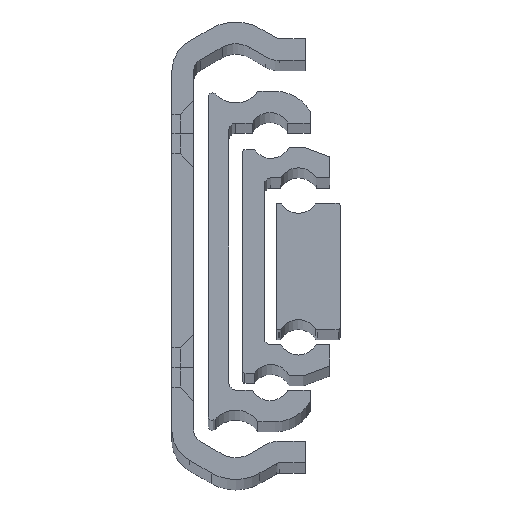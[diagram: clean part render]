
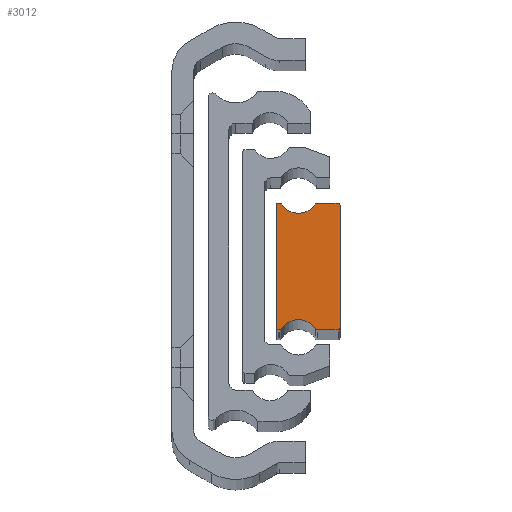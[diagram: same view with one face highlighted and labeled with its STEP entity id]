
A CAD part, top view. The second image highlights one B-rep face of the part: STEP entity #3012.
In plain terms, the highlighted planar face has unit normal (0, 0, 1).
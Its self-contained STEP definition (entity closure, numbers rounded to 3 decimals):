
#79 = CARTESIAN_POINT ( 'NONE',  ( 19.75, 9.2, 851.5 ) ) ;
#87 = CARTESIAN_POINT ( 'NONE',  ( 10.45, 9.5, 851.5 ) ) ;
#96 = CARTESIAN_POINT ( 'NONE',  ( 19.45, -9.5, 851.5 ) ) ;
#135 = CARTESIAN_POINT ( 'NONE',  ( 16.32, -9.5, 851.5 ) ) ;
#138 = CARTESIAN_POINT ( 'NONE',  ( 19.75, -9.2, 851.5 ) ) ;
#155 = VERTEX_POINT ( 'NONE', #135 ) ;
#158 = VERTEX_POINT ( 'NONE', #96 ) ;
#159 = CARTESIAN_POINT ( 'NONE',  ( 10.45, -9.5, 851.5 ) ) ;
#161 = CARTESIAN_POINT ( 'NONE',  ( 16.067, 9.361, 851.5 ) ) ;
#167 = CARTESIAN_POINT ( 'NONE',  ( 16.067, -9.361, 851.5 ) ) ;
#179 = VERTEX_POINT ( 'NONE', #190 ) ;
#190 = CARTESIAN_POINT ( 'NONE',  ( 10.68, 9.5, 851.5 ) ) ;
#192 = VERTEX_POINT ( 'NONE', #79 ) ;
#196 = CARTESIAN_POINT ( 'NONE',  ( 10.68, -9.5, 851.5 ) ) ;
#198 = VERTEX_POINT ( 'NONE', #138 ) ;
#199 = CARTESIAN_POINT ( 'NONE',  ( 10.933, -9.361, 851.5 ) ) ;
#207 = VERTEX_POINT ( 'NONE', #599 ) ;
#237 = CARTESIAN_POINT ( 'NONE',  ( 19.45, 9.5, 851.5 ) ) ;
#283 = CARTESIAN_POINT ( 'NONE',  ( 10.933, 9.361, 851.5 ) ) ;
#293 = DIRECTION ( 'NONE',  ( 0., 1., 0. ) ) ;
#325 = VERTEX_POINT ( 'NONE', #283 ) ;
#326 = VERTEX_POINT ( 'NONE', #604 ) ;
#399 = VERTEX_POINT ( 'NONE', #159 ) ;
#411 = VERTEX_POINT ( 'NONE', #87 ) ;
#415 = VERTEX_POINT ( 'NONE', #196 ) ;
#417 = VERTEX_POINT ( 'NONE', #199 ) ;
#442 = CARTESIAN_POINT ( 'NONE',  ( 10.45, -9.3, 851.5 ) ) ;
#456 = VERTEX_POINT ( 'NONE', #531 ) ;
#461 = VERTEX_POINT ( 'NONE', #237 ) ;
#480 = VERTEX_POINT ( 'NONE', #167 ) ;
#481 = VERTEX_POINT ( 'NONE', #161 ) ;
#531 = CARTESIAN_POINT ( 'NONE',  ( 16.32, 9.5, 851.5 ) ) ;
#599 = CARTESIAN_POINT ( 'NONE',  ( 10.25, -9.3, 851.5 ) ) ;
#604 = CARTESIAN_POINT ( 'NONE',  ( 10.25, 9.3, 851.5 ) ) ;
#607 = DIRECTION ( 'NONE',  ( 0., 0., 1. ) ) ;
#611 = CARTESIAN_POINT ( 'NONE',  ( 19.75, -9.2, 851.5 ) ) ;
#623 = DIRECTION ( 'NONE',  ( 1., 0., 0. ) ) ;
#656 = EDGE_CURVE ( 'NONE', #198, #192, #1123, .T. ) ;
#658 = EDGE_CURVE ( 'NONE', #207, #399, #1138, .T. ) ;
#664 = AXIS2_PLACEMENT_3D ( 'NONE', #442, #607, #623 ) ;
#726 = AXIS2_PLACEMENT_3D ( 'NONE', #2013, #2014, #2015 ) ;
#730 = AXIS2_PLACEMENT_3D ( 'NONE', #1998, #2006, #2007 ) ;
#732 = AXIS2_PLACEMENT_3D ( 'NONE', #2030, #2032, #2033 ) ;
#736 = AXIS2_PLACEMENT_3D ( 'NONE', #2031, #2037, #2038 ) ;
#750 = AXIS2_PLACEMENT_3D ( 'NONE', #2138, #2141, #2142 ) ;
#759 = AXIS2_PLACEMENT_3D ( 'NONE', #2210, #2212, #2213 ) ;
#765 = AXIS2_PLACEMENT_3D ( 'NONE', #2258, #2267, #2268 ) ;
#777 = AXIS2_PLACEMENT_3D ( 'NONE', #2266, #2272, #2273 ) ;
#780 = AXIS2_PLACEMENT_3D ( 'NONE', #2282, #2300, #2301 ) ;
#835 = AXIS2_PLACEMENT_3D ( 'NONE', #2488, #2491, #2492 ) ;
#1123 = LINE ( 'NONE', #611, #1133 ) ;
#1133 = VECTOR ( 'NONE', #293, 1000. ) ;
#1138 = CIRCLE ( 'NONE', #664, 0.2 ) ;
#1382 = LINE ( 'NONE', #2008, #1387 ) ;
#1387 = VECTOR ( 'NONE', #2009, 1000. ) ;
#1389 = CIRCLE ( 'NONE', #730, 0.3 ) ;
#1394 = CIRCLE ( 'NONE', #726, 3.04 ) ;
#1404 = CIRCLE ( 'NONE', #732, 0.3 ) ;
#1408 = CIRCLE ( 'NONE', #736, 0.3 ) ;
#1482 = CIRCLE ( 'NONE', #750, 0.3 ) ;
#1675 = EDGE_CURVE ( 'NONE', #480, #155, #1389, .T. ) ;
#1676 = EDGE_CURVE ( 'NONE', #155, #158, #1382, .T. ) ;
#1678 = EDGE_CURVE ( 'NONE', #417, #480, #1394, .T. ) ;
#1685 = EDGE_CURVE ( 'NONE', #158, #198, #1404, .T. ) ;
#1687 = EDGE_CURVE ( 'NONE', #415, #417, #1408, .T. ) ;
#1732 = EDGE_CURVE ( 'NONE', #192, #461, #1482, .T. ) ;
#1756 = EDGE_CURVE ( 'NONE', #326, #207, #4147, .T. ) ;
#1758 = EDGE_CURVE ( 'NONE', #461, #456, #4156, .T. ) ;
#1760 = EDGE_CURVE ( 'NONE', #456, #481, #4160, .T. ) ;
#1778 = EDGE_CURVE ( 'NONE', #399, #415, #4185, .T. ) ;
#1782 = EDGE_CURVE ( 'NONE', #481, #325, #4192, .T. ) ;
#1784 = EDGE_CURVE ( 'NONE', #411, #326, #4196, .T. ) ;
#1796 = EDGE_CURVE ( 'NONE', #179, #411, #4216, .T. ) ;
#1797 = EDGE_CURVE ( 'NONE', #325, #179, #4220, .T. ) ;
#1998 = CARTESIAN_POINT ( 'NONE',  ( 16.32, -9.2, 851.5 ) ) ;
#2006 = DIRECTION ( 'NONE',  ( 0., 0., 1. ) ) ;
#2007 = DIRECTION ( 'NONE',  ( 1., 0., 0. ) ) ;
#2008 = CARTESIAN_POINT ( 'NONE',  ( 16.32, -9.5, 851.5 ) ) ;
#2009 = DIRECTION ( 'NONE',  ( 1., 0., 0. ) ) ;
#2013 = CARTESIAN_POINT ( 'NONE',  ( 13.5, -10.99, 851.5 ) ) ;
#2014 = DIRECTION ( 'NONE',  ( 0., 0., -1. ) ) ;
#2015 = DIRECTION ( 'NONE',  ( 1., 0., 0. ) ) ;
#2030 = CARTESIAN_POINT ( 'NONE',  ( 19.45, -9.2, 851.5 ) ) ;
#2031 = CARTESIAN_POINT ( 'NONE',  ( 10.68, -9.2, 851.5 ) ) ;
#2032 = DIRECTION ( 'NONE',  ( 0., 0., 1. ) ) ;
#2033 = DIRECTION ( 'NONE',  ( 1., 0., 0. ) ) ;
#2037 = DIRECTION ( 'NONE',  ( 0., 0., 1. ) ) ;
#2038 = DIRECTION ( 'NONE',  ( 1., 0., 0. ) ) ;
#2138 = CARTESIAN_POINT ( 'NONE',  ( 19.45, 9.2, 851.5 ) ) ;
#2141 = DIRECTION ( 'NONE',  ( 0., 0., 1. ) ) ;
#2142 = DIRECTION ( 'NONE',  ( 1., 0., 0. ) ) ;
#2201 = CARTESIAN_POINT ( 'NONE',  ( 10.25, 9.3, 851.5 ) ) ;
#2202 = DIRECTION ( 'NONE',  ( 0., -1., 0. ) ) ;
#2205 = CARTESIAN_POINT ( 'NONE',  ( 19.45, 9.5, 851.5 ) ) ;
#2206 = DIRECTION ( 'NONE',  ( -1., 0., 0. ) ) ;
#2210 = CARTESIAN_POINT ( 'NONE',  ( 16.32, 9.2, 851.5 ) ) ;
#2212 = DIRECTION ( 'NONE',  ( 0., 0., 1. ) ) ;
#2213 = DIRECTION ( 'NONE',  ( 1., 0., 0. ) ) ;
#2256 = CARTESIAN_POINT ( 'NONE',  ( 10.45, -9.5, 851.5 ) ) ;
#2257 = DIRECTION ( 'NONE',  ( 1., 0., 0. ) ) ;
#2258 = CARTESIAN_POINT ( 'NONE',  ( 13.5, 10.99, 851.5 ) ) ;
#2266 = CARTESIAN_POINT ( 'NONE',  ( 10.45, 9.3, 851.5 ) ) ;
#2267 = DIRECTION ( 'NONE',  ( 0., 0., -1. ) ) ;
#2268 = DIRECTION ( 'NONE',  ( 1., 0., 0. ) ) ;
#2272 = DIRECTION ( 'NONE',  ( 0., 0., 1. ) ) ;
#2273 = DIRECTION ( 'NONE',  ( 1., 0., 0. ) ) ;
#2282 = CARTESIAN_POINT ( 'NONE',  ( 10.68, 9.2, 851.5 ) ) ;
#2298 = CARTESIAN_POINT ( 'NONE',  ( 10.68, 9.5, 851.5 ) ) ;
#2299 = DIRECTION ( 'NONE',  ( -1., 0., 0. ) ) ;
#2300 = DIRECTION ( 'NONE',  ( 0., 0., 1. ) ) ;
#2301 = DIRECTION ( 'NONE',  ( 1., 0., 0. ) ) ;
#2488 = CARTESIAN_POINT ( 'NONE',  ( 19.45, 9.2, 851.5 ) ) ;
#2489 = PLANE ( 'NONE',  #835 ) ;
#2491 = DIRECTION ( 'NONE',  ( 0., 0., 1. ) ) ;
#2492 = DIRECTION ( 'NONE',  ( 1., 0., 0. ) ) ;
#3012 = ADVANCED_FACE ( 'NONE', ( #4308 ), #2489, .T. ) ;
#3812 = EDGE_LOOP ( 'NONE', ( #3854, #3823, #4077, #4083, #4102, #3856, #3857, #3827, #3993, #3994, #3983, #4009, #4010, #4075, #4057, #3995 ) ) ;
#3823 = ORIENTED_EDGE ( 'NONE', *, *, #1758, .T. ) ;
#3827 = ORIENTED_EDGE ( 'NONE', *, *, #1756, .T. ) ;
#3854 = ORIENTED_EDGE ( 'NONE', *, *, #1732, .T. ) ;
#3856 = ORIENTED_EDGE ( 'NONE', *, *, #1796, .T. ) ;
#3857 = ORIENTED_EDGE ( 'NONE', *, *, #1784, .T. ) ;
#3983 = ORIENTED_EDGE ( 'NONE', *, *, #1687, .T. ) ;
#3993 = ORIENTED_EDGE ( 'NONE', *, *, #658, .T. ) ;
#3994 = ORIENTED_EDGE ( 'NONE', *, *, #1778, .T. ) ;
#3995 = ORIENTED_EDGE ( 'NONE', *, *, #656, .T. ) ;
#4009 = ORIENTED_EDGE ( 'NONE', *, *, #1678, .T. ) ;
#4010 = ORIENTED_EDGE ( 'NONE', *, *, #1675, .T. ) ;
#4057 = ORIENTED_EDGE ( 'NONE', *, *, #1685, .T. ) ;
#4075 = ORIENTED_EDGE ( 'NONE', *, *, #1676, .T. ) ;
#4077 = ORIENTED_EDGE ( 'NONE', *, *, #1760, .T. ) ;
#4083 = ORIENTED_EDGE ( 'NONE', *, *, #1782, .T. ) ;
#4102 = ORIENTED_EDGE ( 'NONE', *, *, #1797, .T. ) ;
#4147 = LINE ( 'NONE', #2201, #4150 ) ;
#4150 = VECTOR ( 'NONE', #2202, 1000. ) ;
#4156 = LINE ( 'NONE', #2205, #4157 ) ;
#4157 = VECTOR ( 'NONE', #2206, 1000. ) ;
#4160 = CIRCLE ( 'NONE', #759, 0.3 ) ;
#4185 = LINE ( 'NONE', #2256, #4186 ) ;
#4186 = VECTOR ( 'NONE', #2257, 1000. ) ;
#4192 = CIRCLE ( 'NONE', #765, 3.04 ) ;
#4196 = CIRCLE ( 'NONE', #777, 0.2 ) ;
#4216 = LINE ( 'NONE', #2298, #4217 ) ;
#4217 = VECTOR ( 'NONE', #2299, 1000. ) ;
#4220 = CIRCLE ( 'NONE', #780, 0.3 ) ;
#4308 = FACE_OUTER_BOUND ( 'NONE', #3812, .T. ) ;
